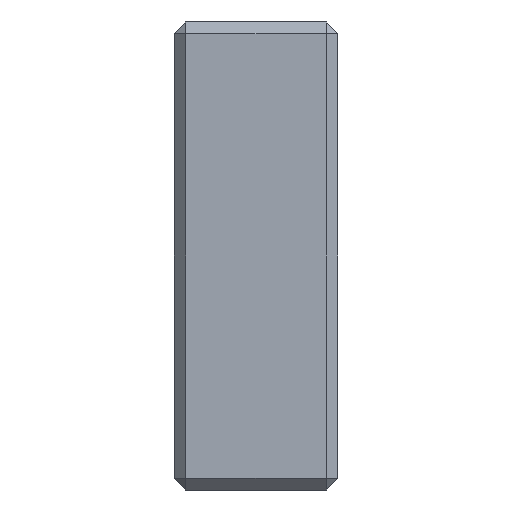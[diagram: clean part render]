
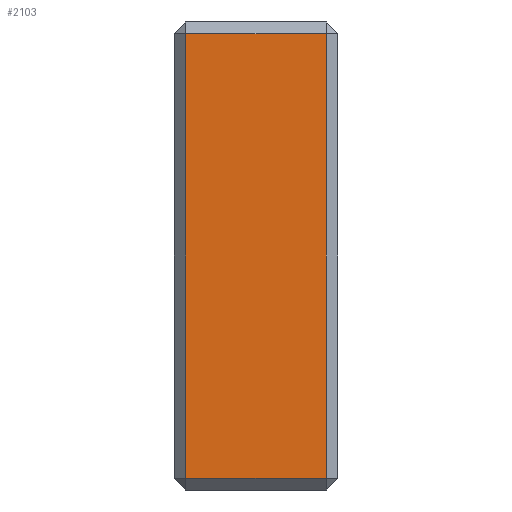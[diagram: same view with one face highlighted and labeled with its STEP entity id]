
A CAD part, left-side view. The second image highlights one B-rep face of the part: STEP entity #2103.
In plain terms, the highlighted planar face has unit normal (-1, 0, 0).
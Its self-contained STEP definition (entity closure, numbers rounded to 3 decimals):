
#267 = ORIENTED_EDGE ( 'NONE', *, *, #5008, .T. ) ;
#498 = VERTEX_POINT ( 'NONE', #4771 ) ;
#664 = DIRECTION ( 'NONE',  ( 0., 0., -1. ) ) ;
#723 = VERTEX_POINT ( 'NONE', #4132 ) ;
#802 = VECTOR ( 'NONE', #1409, 1000. ) ;
#850 = EDGE_CURVE ( 'NONE', #723, #498, #2407, .T. ) ;
#1062 = EDGE_CURVE ( 'NONE', #3063, #723, #1617, .T. ) ;
#1122 = CARTESIAN_POINT ( 'NONE',  ( -22.01, 8.569, 20. ) ) ;
#1403 = EDGE_CURVE ( 'NONE', #498, #5230, #2831, .T. ) ;
#1409 = DIRECTION ( 'NONE',  ( 0., -1., 0. ) ) ;
#1504 = ORIENTED_EDGE ( 'NONE', *, *, #1062, .T. ) ;
#1617 = LINE ( 'NONE', #2203, #802 ) ;
#1919 = DIRECTION ( 'NONE',  ( 0., 0., -1. ) ) ;
#2103 = ADVANCED_FACE ( 'NONE', ( #2105 ), #2811, .F. ) ;
#2105 = FACE_OUTER_BOUND ( 'NONE', #4444, .T. ) ;
#2203 = CARTESIAN_POINT ( 'NONE',  ( -22.01, -4.431, -19. ) ) ;
#2287 = VECTOR ( 'NONE', #664, 1000. ) ;
#2407 = LINE ( 'NONE', #3018, #4554 ) ;
#2779 = ORIENTED_EDGE ( 'NONE', *, *, #1403, .T. ) ;
#2811 = PLANE ( 'NONE',  #5430 ) ;
#2831 = LINE ( 'NONE', #3551, #4318 ) ;
#3018 = CARTESIAN_POINT ( 'NONE',  ( -22.01, -3.431, 20. ) ) ;
#3063 = VERTEX_POINT ( 'NONE', #3074 ) ;
#3074 = CARTESIAN_POINT ( 'NONE',  ( -22.01, 8.569, -19. ) ) ;
#3146 = DIRECTION ( 'NONE',  ( 1., 0., 0. ) ) ;
#3195 = CARTESIAN_POINT ( 'NONE',  ( -22.01, -4.431, 20. ) ) ;
#3411 = LINE ( 'NONE', #1122, #2287 ) ;
#3551 = CARTESIAN_POINT ( 'NONE',  ( -22.01, -4.431, 19. ) ) ;
#4132 = CARTESIAN_POINT ( 'NONE',  ( -22.01, -3.431, -19. ) ) ;
#4318 = VECTOR ( 'NONE', #4347, 1000. ) ;
#4347 = DIRECTION ( 'NONE',  ( 0., 1., 0. ) ) ;
#4444 = EDGE_LOOP ( 'NONE', ( #2779, #267, #1504, #4453 ) ) ;
#4453 = ORIENTED_EDGE ( 'NONE', *, *, #850, .T. ) ;
#4554 = VECTOR ( 'NONE', #4744, 1000. ) ;
#4744 = DIRECTION ( 'NONE',  ( 0., 0., 1. ) ) ;
#4763 = CARTESIAN_POINT ( 'NONE',  ( -22.01, 8.569, 19. ) ) ;
#4771 = CARTESIAN_POINT ( 'NONE',  ( -22.01, -3.431, 19. ) ) ;
#5008 = EDGE_CURVE ( 'NONE', #5230, #3063, #3411, .T. ) ;
#5230 = VERTEX_POINT ( 'NONE', #4763 ) ;
#5430 = AXIS2_PLACEMENT_3D ( 'NONE', #3195, #3146, #1919 ) ;
